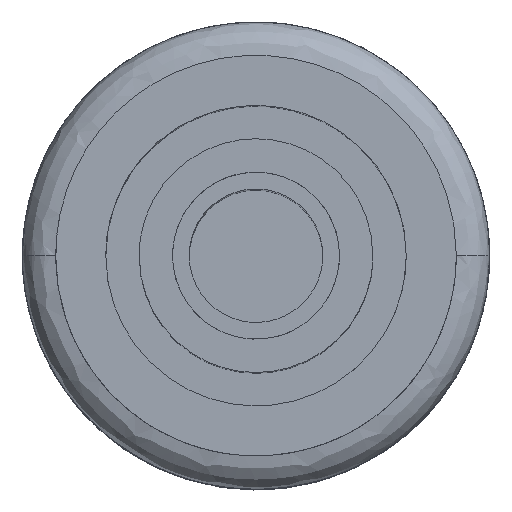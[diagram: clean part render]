
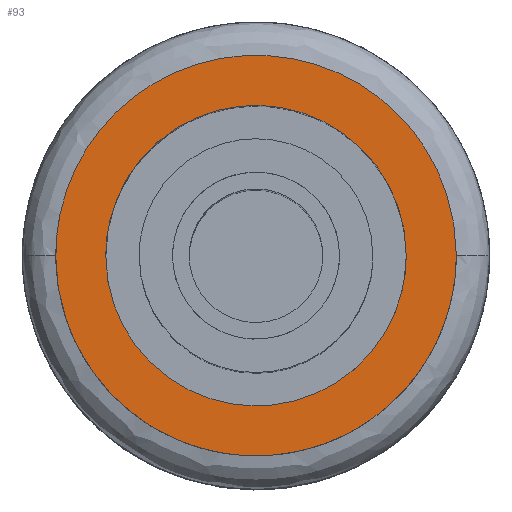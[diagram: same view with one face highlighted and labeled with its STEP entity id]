
A CAD part, top view. The second image highlights one B-rep face of the part: STEP entity #93.
In plain terms, the highlighted planar face has unit normal (0, 0, 1).
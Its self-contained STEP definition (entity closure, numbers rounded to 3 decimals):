
#24=FACE_BOUND('',#215,.T.);
#39=PLANE('',#1028);
#93=ADVANCED_FACE('',(#151,#24),#39,.T.);
#151=FACE_OUTER_BOUND('',#214,.T.);
#214=EDGE_LOOP('',(#380));
#215=EDGE_LOOP('',(#381,#382));
#380=ORIENTED_EDGE('',*,*,#579,.T.);
#381=ORIENTED_EDGE('',*,*,#604,.F.);
#382=ORIENTED_EDGE('',*,*,#570,.F.);
#570=EDGE_CURVE('',#842,#863,#737,.T.);
#579=EDGE_CURVE('',#847,#847,#680,.T.);
#604=EDGE_CURVE('',#863,#842,#755,.T.);
#680=B_SPLINE_CURVE_WITH_KNOTS('',3,(#1933,#1934,#1935,#1936,#1937,#1938,
#1939,#1940,#1941,#1942,#1943,#1944,#1945,#1946,#1947,#1948,#1949,#1950,
#1951),.UNSPECIFIED.,.T.,.F.,(4,1,1,1,1,1,1,1,1,1,1,1,1,1,1,1,4),(0.,2.262,
4.712,7.163,9.425,11.687,14.137,
16.588,18.85,21.111,23.562,26.013,
28.274,30.536,32.987,35.437,37.699),
 .UNSPECIFIED.);
#737=(
BOUNDED_CURVE()
B_SPLINE_CURVE(2,(#1894,#1895,#1896,#1897,#1898),.UNSPECIFIED.,.F.,.F.)
B_SPLINE_CURVE_WITH_KNOTS((3,2,3),(-28.274,-21.206,-14.137),
 .UNSPECIFIED.)
CURVE()
GEOMETRIC_REPRESENTATION_ITEM()
RATIONAL_B_SPLINE_CURVE((1.,0.707,1.,0.707,1.))
REPRESENTATION_ITEM('')
);
#755=(
BOUNDED_CURVE()
B_SPLINE_CURVE(2,(#2018,#2019,#2020,#2021,#2022),.UNSPECIFIED.,.F.,.F.)
B_SPLINE_CURVE_WITH_KNOTS((3,2,3),(-14.137,-7.069,0.),
 .UNSPECIFIED.)
CURVE()
GEOMETRIC_REPRESENTATION_ITEM()
RATIONAL_B_SPLINE_CURVE((1.,0.707,1.,0.707,1.))
REPRESENTATION_ITEM('')
);
#842=VERTEX_POINT('',#1843);
#847=VERTEX_POINT('',#1848);
#863=VERTEX_POINT('',#1864);
#1028=AXIS2_PLACEMENT_3D('',#1742,#1063,$);
#1063=DIRECTION('',(0.,0.,1.));
#1742=CARTESIAN_POINT('',(-8.75,8.75,24.));
#1843=CARTESIAN_POINT('',(4.5,0.,24.));
#1848=CARTESIAN_POINT('',(6.,0.,24.));
#1864=CARTESIAN_POINT('',(-4.5,0.,24.));
#1894=CARTESIAN_POINT('',(4.5,0.,24.));
#1895=CARTESIAN_POINT('',(4.5,4.5,24.));
#1896=CARTESIAN_POINT('',(0.,4.5,24.));
#1897=CARTESIAN_POINT('',(-4.5,4.5,24.));
#1898=CARTESIAN_POINT('',(-4.5,0.,24.));
#1933=CARTESIAN_POINT('',(6.,0.,24.));
#1934=CARTESIAN_POINT('',(6.,0.754,24.));
#1935=CARTESIAN_POINT('',(5.701,2.325,24.));
#1936=CARTESIAN_POINT('',(4.363,4.363,24.));
#1937=CARTESIAN_POINT('',(2.325,5.701,24.));
#1938=CARTESIAN_POINT('',(0.,6.144,24.));
#1939=CARTESIAN_POINT('',(-2.325,5.701,24.));
#1940=CARTESIAN_POINT('',(-4.362,4.363,24.));
#1941=CARTESIAN_POINT('',(-5.701,2.325,24.));
#1942=CARTESIAN_POINT('',(-6.144,0.,24.));
#1943=CARTESIAN_POINT('',(-5.701,-2.325,24.));
#1944=CARTESIAN_POINT('',(-4.362,-4.363,24.));
#1945=CARTESIAN_POINT('',(-2.325,-5.701,24.));
#1946=CARTESIAN_POINT('',(0.,-6.144,24.));
#1947=CARTESIAN_POINT('',(2.325,-5.701,24.));
#1948=CARTESIAN_POINT('',(4.363,-4.363,24.));
#1949=CARTESIAN_POINT('',(5.701,-2.325,24.));
#1950=CARTESIAN_POINT('',(6.,-0.754,24.));
#1951=CARTESIAN_POINT('',(6.,0.,24.));
#2018=CARTESIAN_POINT('',(-4.5,0.,24.));
#2019=CARTESIAN_POINT('',(-4.5,-4.5,24.));
#2020=CARTESIAN_POINT('',(0.,-4.5,24.));
#2021=CARTESIAN_POINT('',(4.5,-4.5,24.));
#2022=CARTESIAN_POINT('',(4.5,0.,24.));
